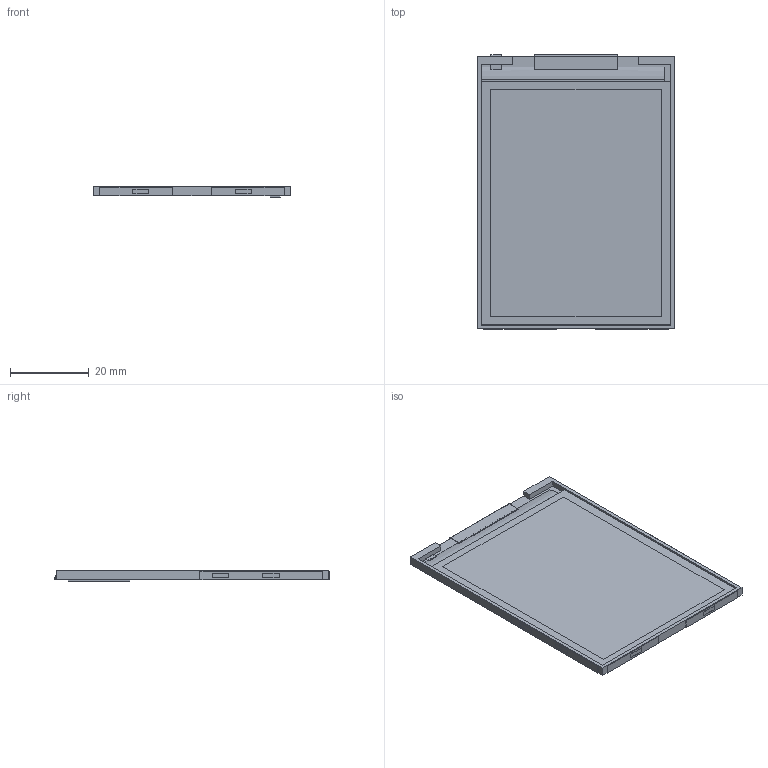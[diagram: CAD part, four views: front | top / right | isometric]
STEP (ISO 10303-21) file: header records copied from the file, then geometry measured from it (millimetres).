
FILE_DESCRIPTION(('FreeCAD Model'),'2;1');
FILE_NAME('Open CASCADE Shape Model','2025-07-06T11:39:12',('Author'),( ''),'Open CASCADE STEP processor 7.8','FreeCAD','Unknown');
FILE_SCHEMA(('AUTOMOTIVE_DESIGN { 1 0 10303 214 1 1 1 1 }'));
Length unit declared in the file: millimetre
Products named in the file (100): Exploded 2.8 TFT Module001.007.0; 2.8 TFT Module001.007.0.0; 2.8 TFT Module001.007.0.1; 2.8 TFT Module001.007.0.2; 2.8 TFT Module001.007.0.3; 2.8 TFT Module001.007.0.4; 2.8 TFT Module001.007.0.5; 2.8 TFT Module001.007.0.6; 2.8 TFT Module001.007.0.7; 2.8 TFT Module001.007.0.8; 2.8 TFT Module001.007.0.9; 2.8 TFT Module001.007.0.10; 2.8 TFT Module001.007.0.11; 2.8 TFT Module001.007.0.12; 2.8 TFT Module001.007.0.13; 2.8 TFT Module001.007.0.14; 2.8 TFT Module001.007.0.15; 2.8 TFT Module001.007.0.16; 2.8 TFT Module001.007.0.17; 2.8 TFT Module001.007.0.18; 2.8 TFT Module001.007.0.19; 2.8 TFT Module001.007.0.20; 2.8 TFT Module001.007.0.21; 2.8 TFT Module001.007.0.22; 2.8 TFT Module001.007.0.23; 2.8 TFT Module001.007.0.24; 2.8 TFT Module001.007.0.25; 2.8 TFT Module001.007.0.26; 2.8 TFT Module001.007.0.27; 2.8 TFT Module001.007.0.28; 2.8 TFT Module001.007.0.29; 2.8 TFT Module001.007.0.30; 2.8 TFT Module001.007.0.31; 2.8 TFT Module001.007.0.32; 2.8 TFT Module001.007.0.33; 2.8 TFT Module001.007.0.34; 2.8 TFT Module001.007.0.35; 2.8 TFT Module001.007.0.36; 2.8 TFT Module001.007.0.37; 2.8 TFT Module001.007.0.38 ...
Assembly tree (99 placements, depth 2):
  Exploded 2.8 TFT Module001.007.0
    2.8 TFT Module001.007.0.0
    2.8 TFT Module001.007.0.1
    2.8 TFT Module001.007.0.2
    2.8 TFT Module001.007.0.3
    2.8 TFT Module001.007.0.4
    2.8 TFT Module001.007.0.5
    2.8 TFT Module001.007.0.6
    2.8 TFT Module001.007.0.7
    2.8 TFT Module001.007.0.8
    2.8 TFT Module001.007.0.9
    2.8 TFT Module001.007.0.10
    2.8 TFT Module001.007.0.11
    2.8 TFT Module001.007.0.12
    2.8 TFT Module001.007.0.13
    2.8 TFT Module001.007.0.14
    2.8 TFT Module001.007.0.15
    2.8 TFT Module001.007.0.16
    2.8 TFT Module001.007.0.17
    2.8 TFT Module001.007.0.18
    2.8 TFT Module001.007.0.19
    2.8 TFT Module001.007.0.20
    2.8 TFT Module001.007.0.21
    2.8 TFT Module001.007.0.22
    2.8 TFT Module001.007.0.23
    2.8 TFT Module001.007.0.24
    2.8 TFT Module001.007.0.25
    2.8 TFT Module001.007.0.26
    2.8 TFT Module001.007.0.27
    2.8 TFT Module001.007.0.28
    2.8 TFT Module001.007.0.29
    2.8 TFT Module001.007.0.30
    2.8 TFT Module001.007.0.31
    2.8 TFT Module001.007.0.32
    2.8 TFT Module001.007.0.33
    2.8 TFT Module001.007.0.34
    2.8 TFT Module001.007.0.35
    2.8 TFT Module001.007.0.36
    2.8 TFT Module001.007.0.37
    2.8 TFT Module001.007.0.38
    2.8 TFT Module001.007.0.39
    2.8 TFT Module001.007.0.40
    2.8 TFT Module001.007.0.41
    2.8 TFT Module001.007.0.42
    2.8 TFT Module001.007.0.43
    2.8 TFT Module001.007.0.44
    2.8 TFT Module001.007.0.45
    2.8 TFT Module001.007.0.46
    2.8 TFT Module001.007.0.47
    2.8 TFT Module001.007.0.48
    2.8 TFT Module001.007.0.49
    2.8 TFT Module001.007.0.50
    2.8 TFT Module001.007.0.51
    2.8 TFT Module001.007.0.52
    2.8 TFT Module001.007.0.53
    2.8 TFT Module001.007.0.54
    2.8 TFT Module001.007.0.55
    2.8 TFT Module001.007.0.56
    2.8 TFT Module001.007.0.57
    2.8 TFT Module001.007.0.58
Bounding box: 50.11 x 69.48 x 2.72 mm (x, y, z)
Surface area: 8156.1 mm2 (no closed solid volume)
Topology: 0 solids, 99 shells, 99 faces, 516 edges, 516 vertices
Faces by surface type: plane 94, cylinder 5
Entity records: 7967 total; most frequent: CARTESIAN_POINT 1231, DIRECTION 942, ORIENTED_EDGE 516, EDGE_CURVE 516, VERTEX_POINT 516, LINE 488, VECTOR 488, AXIS2_PLACEMENT_3D 227
